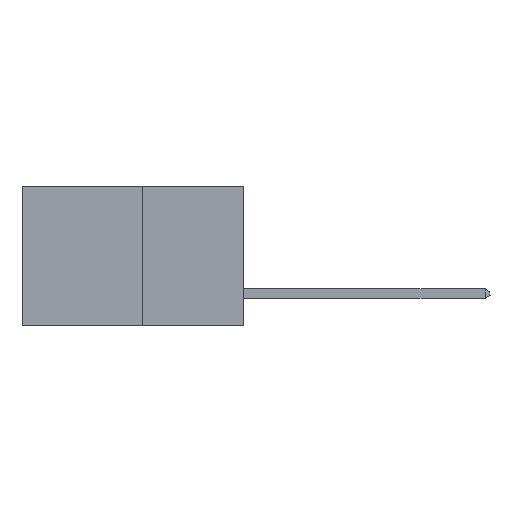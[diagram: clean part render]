
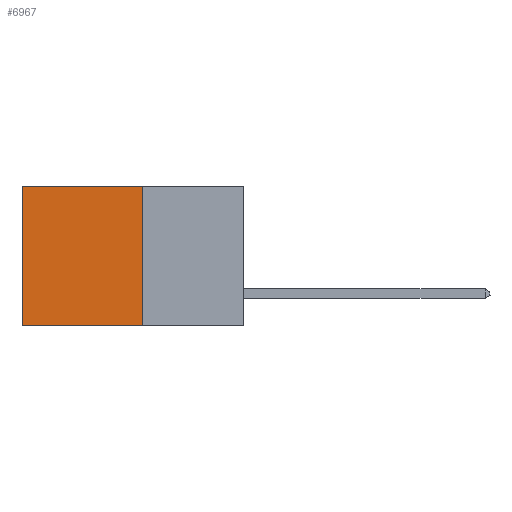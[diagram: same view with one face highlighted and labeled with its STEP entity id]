
A CAD part, left-side view. The second image highlights one B-rep face of the part: STEP entity #6967.
In plain terms, the highlighted planar face has unit normal (-1, 0, 0).
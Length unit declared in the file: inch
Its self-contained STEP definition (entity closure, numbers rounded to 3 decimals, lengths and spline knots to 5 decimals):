
#244 = ORIENTED_EDGE ( 'NONE', *, *, #7262, .F. ) ;
#1857 = CARTESIAN_POINT ( 'NONE',  ( 0.277, 0.27, 0. ) ) ;
#2643 = FACE_OUTER_BOUND ( 'NONE', #13671, .T. ) ;
#2686 = VERTEX_POINT ( 'NONE', #6533 ) ;
#2941 = LINE ( 'NONE', #23376, #17015 ) ;
#4698 = CARTESIAN_POINT ( 'NONE',  ( 0.277, 0.59, 0. ) ) ;
#4894 = LINE ( 'NONE', #1857, #14062 ) ;
#5931 = VERTEX_POINT ( 'NONE', #4698 ) ;
#6533 = CARTESIAN_POINT ( 'NONE',  ( 0.277, 0.27, -0.37 ) ) ;
#6967 = ADVANCED_FACE ( 'NONE', ( #2643 ), #13954, .F. ) ;
#7230 = CARTESIAN_POINT ( 'NONE',  ( 0.277, 0.27, 0. ) ) ;
#7262 = EDGE_CURVE ( 'NONE', #18554, #2686, #10389, .T. ) ;
#8936 = VECTOR ( 'NONE', #20766, 39.37008 ) ;
#9307 = AXIS2_PLACEMENT_3D ( 'NONE', #13823, #13789, #13758 ) ;
#9822 = VECTOR ( 'NONE', #10265, 39.37008 ) ;
#9825 = CARTESIAN_POINT ( 'NONE',  ( 0.277, 0.27, -0.37 ) ) ;
#10265 = DIRECTION ( 'NONE',  ( 0., 0., -1. ) ) ;
#10389 = LINE ( 'NONE', #10548, #9822 ) ;
#10548 = CARTESIAN_POINT ( 'NONE',  ( 0.277, 0.27, -0.37 ) ) ;
#10810 = VERTEX_POINT ( 'NONE', #13650 ) ;
#11789 = ORIENTED_EDGE ( 'NONE', *, *, #21101, .T. ) ;
#13650 = CARTESIAN_POINT ( 'NONE',  ( 0.277, 0.59, -0.37 ) ) ;
#13671 = EDGE_LOOP ( 'NONE', ( #11789, #21960, #244, #15047 ) ) ;
#13758 = DIRECTION ( 'NONE',  ( 0., 0., -1. ) ) ;
#13786 = LINE ( 'NONE', #9825, #8936 ) ;
#13789 = DIRECTION ( 'NONE',  ( 1., 0., 0. ) ) ;
#13823 = CARTESIAN_POINT ( 'NONE',  ( 0.277, 0.27, -0.37 ) ) ;
#13954 = PLANE ( 'NONE',  #9307 ) ;
#14062 = VECTOR ( 'NONE', #18378, 39.37008 ) ;
#15047 = ORIENTED_EDGE ( 'NONE', *, *, #22496, .T. ) ;
#17015 = VECTOR ( 'NONE', #21536, 39.37008 ) ;
#17303 = EDGE_CURVE ( 'NONE', #2686, #10810, #13786, .T. ) ;
#18378 = DIRECTION ( 'NONE',  ( 0., 1., 0. ) ) ;
#18554 = VERTEX_POINT ( 'NONE', #7230 ) ;
#20766 = DIRECTION ( 'NONE',  ( 0., 1., 0. ) ) ;
#21101 = EDGE_CURVE ( 'NONE', #5931, #10810, #2941, .T. ) ;
#21536 = DIRECTION ( 'NONE',  ( 0., 0., -1. ) ) ;
#21960 = ORIENTED_EDGE ( 'NONE', *, *, #17303, .F. ) ;
#22496 = EDGE_CURVE ( 'NONE', #18554, #5931, #4894, .T. ) ;
#23376 = CARTESIAN_POINT ( 'NONE',  ( 0.277, 0.59, -0.37 ) ) ;
